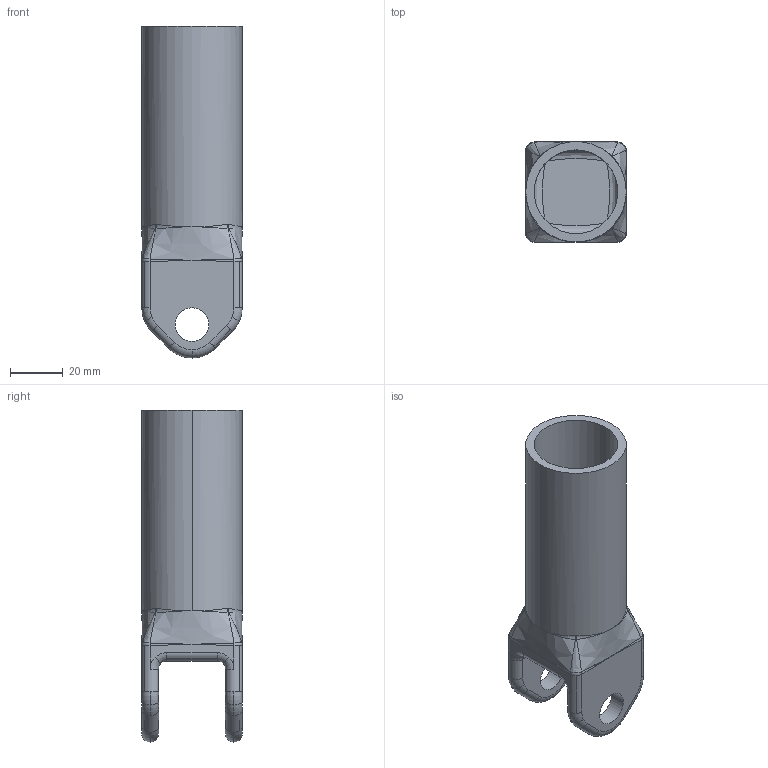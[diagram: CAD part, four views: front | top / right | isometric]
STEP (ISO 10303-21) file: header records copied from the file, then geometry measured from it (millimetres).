
FILE_DESCRIPTION( ( 'Cobalt' ), 'Build 863' );
FILE_NAME( 'U Joint 2.stp', ' ', ( 'Nate delp' ), ( 'N/A' ), 'ACIS Interop', 'Ashlar, Incorporated', 'Cobalt BY ASHLAR, INCORPORATED' );
FILE_SCHEMA( ( 'automotive_design' ) );
Length unit declared in the file: inch
Products named in the file (1): 1
Bounding box: 38.1 x 38.1 x 125.99 mm (x, y, z)
Volume: 51133.1 mm3; surface area: 27183.8 mm2
Topology: 1 solids, 1 shells, 133 faces, 356 edges, 182 vertices
Faces by surface type: bspline 52, torus 32, cylinder 32, plane 9, sphere 8
Entity records: 13916 total; most frequent: CARTESIAN_POINT 7512, STYLED_ITEM 628, PRESENTATION_STYLE_ASSIGNMENT 628, COLOUR_RGB 628, ORIENTED_EDGE 624, DIRECTION 564, EDGE_CURVE 312, CURVE_STYLE 312
